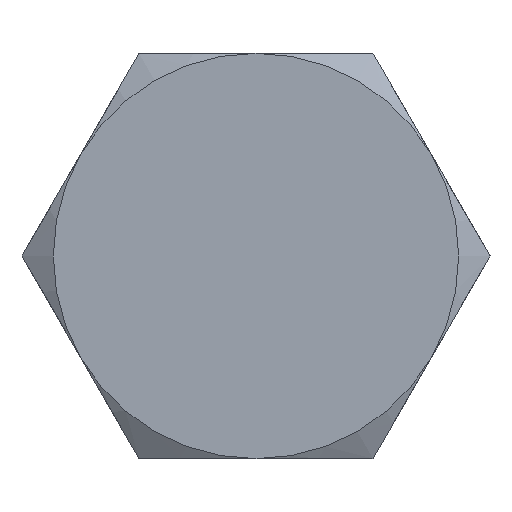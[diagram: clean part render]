
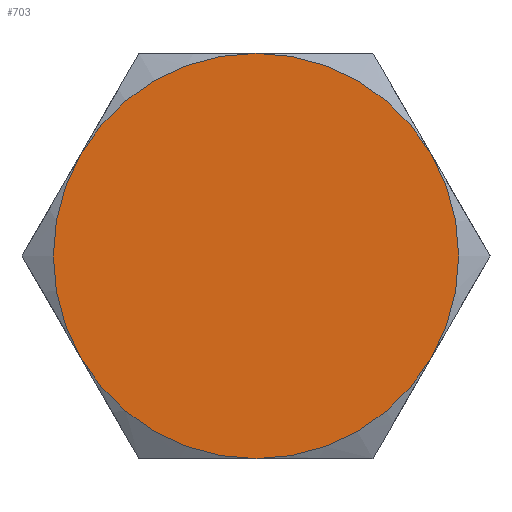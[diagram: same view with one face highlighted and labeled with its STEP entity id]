
A CAD part, left-side view. The second image highlights one B-rep face of the part: STEP entity #703.
In plain terms, the highlighted planar face has unit normal (-1, 0, 0).
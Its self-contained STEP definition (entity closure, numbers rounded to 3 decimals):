
#69=PLANE('',#786);
#108=FACE_OUTER_BOUND('',#156,.T.);
#156=EDGE_LOOP('',(#531,#532,#533,#534,#535,#536));
#274=CIRCLE('',#767,4.);
#275=CIRCLE('',#769,4.);
#276=CIRCLE('',#771,4.);
#277=CIRCLE('',#773,4.);
#278=CIRCLE('',#775,4.);
#279=CIRCLE('',#777,4.);
#302=VERTEX_POINT('',#1040);
#304=VERTEX_POINT('',#1045);
#306=VERTEX_POINT('',#1052);
#307=VERTEX_POINT('',#1061);
#310=VERTEX_POINT('',#1072);
#311=VERTEX_POINT('',#1081);
#369=EDGE_CURVE('',#304,#302,#274,.T.);
#373=EDGE_CURVE('',#306,#304,#275,.T.);
#375=EDGE_CURVE('',#302,#307,#276,.T.);
#379=EDGE_CURVE('',#310,#306,#277,.T.);
#381=EDGE_CURVE('',#307,#311,#278,.T.);
#385=EDGE_CURVE('',#311,#310,#279,.T.);
#531=ORIENTED_EDGE('',*,*,#369,.T.);
#532=ORIENTED_EDGE('',*,*,#375,.T.);
#533=ORIENTED_EDGE('',*,*,#381,.T.);
#534=ORIENTED_EDGE('',*,*,#385,.T.);
#535=ORIENTED_EDGE('',*,*,#379,.T.);
#536=ORIENTED_EDGE('',*,*,#373,.T.);
#703=ADVANCED_FACE('',(#108),#69,.F.);
#767=AXIS2_PLACEMENT_3D('',#1046,#854,#855);
#769=AXIS2_PLACEMENT_3D('',#1059,#858,#859);
#771=AXIS2_PLACEMENT_3D('',#1066,#862,#863);
#773=AXIS2_PLACEMENT_3D('',#1079,#866,#867);
#775=AXIS2_PLACEMENT_3D('',#1086,#870,#871);
#777=AXIS2_PLACEMENT_3D('',#1098,#874,#875);
#786=AXIS2_PLACEMENT_3D('',#1126,#904,#905);
#854=DIRECTION('center_axis',(-1.,0.,0.));
#855=DIRECTION('ref_axis',(0.,1.,0.));
#858=DIRECTION('center_axis',(-1.,0.,0.));
#859=DIRECTION('ref_axis',(0.,1.,0.));
#862=DIRECTION('center_axis',(-1.,0.,0.));
#863=DIRECTION('ref_axis',(0.,1.,0.));
#866=DIRECTION('center_axis',(-1.,0.,0.));
#867=DIRECTION('ref_axis',(0.,1.,0.));
#870=DIRECTION('center_axis',(-1.,0.,0.));
#871=DIRECTION('ref_axis',(0.,1.,0.));
#874=DIRECTION('center_axis',(-1.,0.,0.));
#875=DIRECTION('ref_axis',(0.,1.,0.));
#904=DIRECTION('center_axis',(1.,0.,0.));
#905=DIRECTION('ref_axis',(0.,0.,-1.));
#1040=CARTESIAN_POINT('',(-3.5,3.464,2.));
#1045=CARTESIAN_POINT('',(-3.5,0.,4.));
#1046=CARTESIAN_POINT('Origin',(-3.5,0.,0.));
#1052=CARTESIAN_POINT('',(-3.5,-3.464,2.));
#1059=CARTESIAN_POINT('Origin',(-3.5,0.,0.));
#1061=CARTESIAN_POINT('',(-3.5,3.464,-2.));
#1066=CARTESIAN_POINT('Origin',(-3.5,0.,0.));
#1072=CARTESIAN_POINT('',(-3.5,-3.464,-2.));
#1079=CARTESIAN_POINT('Origin',(-3.5,0.,0.));
#1081=CARTESIAN_POINT('',(-3.5,0.,-4.));
#1086=CARTESIAN_POINT('Origin',(-3.5,0.,0.));
#1098=CARTESIAN_POINT('Origin',(-3.5,0.,0.));
#1126=CARTESIAN_POINT('Origin',(-3.5,0.,
0.));
